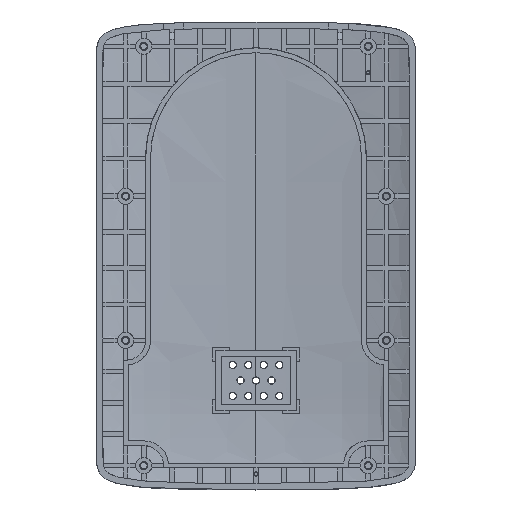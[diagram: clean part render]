
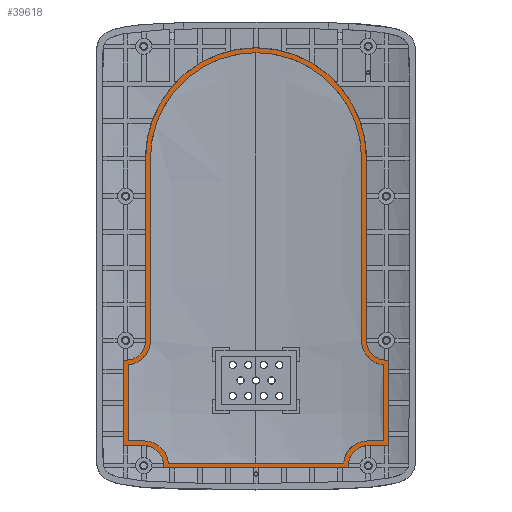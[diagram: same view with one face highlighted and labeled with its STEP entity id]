
A CAD part, top view. The second image highlights one B-rep face of the part: STEP entity #39618.
In plain terms, the highlighted planar face has unit normal (0, 0, 1).
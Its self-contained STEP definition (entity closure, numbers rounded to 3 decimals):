
#3631=DIRECTION('',(0.,-1.,0.));
#3632=VECTOR('',#3631,34.1);
#3633=CARTESIAN_POINT('',(19.775,6.3,-10.736));
#3634=LINE('',#3633,#3632);
#3635=CARTESIAN_POINT('',(0.,6.3,-10.736));
#3636=DIRECTION('',(0.,0.,-1.));
#3637=DIRECTION('',(-1.,0.,0.));
#3638=AXIS2_PLACEMENT_3D('',#3635,#3636,#3637);
#3640=DIRECTION('',(0.,1.,0.));
#3641=VECTOR('',#3640,34.1);
#3642=CARTESIAN_POINT('',(-19.775,-27.8,-10.736));
#3643=LINE('',#3642,#3641);
#3644=CARTESIAN_POINT('',(-24.4,-27.8,-10.736));
#3645=DIRECTION('',(0.,0.,1.));
#3646=DIRECTION('',(0.103,-0.995,0.));
#3647=AXIS2_PLACEMENT_3D('',#3644,#3645,#3646);
#3649=DIRECTION('',(0.,1.,0.));
#3650=VECTOR('',#3649,14.224);
#3651=CARTESIAN_POINT('',(-23.925,-46.625,-10.736));
#3652=LINE('',#3651,#3650);
#3653=DIRECTION('',(-1.,0.,0.));
#3654=VECTOR('',#3653,2.925);
#3655=CARTESIAN_POINT('',(-21.,-46.625,-10.736));
#3656=LINE('',#3655,#3654);
#3657=CARTESIAN_POINT('',(-21.,-51.25,-10.736));
#3658=DIRECTION('',(0.,0.,1.));
#3659=DIRECTION('',(0.995,0.103,0.));
#3660=AXIS2_PLACEMENT_3D('',#3657,#3658,#3659);
#3662=DIRECTION('',(-1.,0.,0.));
#3663=VECTOR('',#3662,32.799);
#3664=CARTESIAN_POINT('',(16.399,-50.775,-10.736));
#3665=LINE('',#3664,#3663);
#3666=CARTESIAN_POINT('',(21.,-51.25,-10.736));
#3667=DIRECTION('',(0.,0.,1.));
#3668=DIRECTION('',(0.,1.,0.));
#3669=AXIS2_PLACEMENT_3D('',#3666,#3667,#3668);
#3671=DIRECTION('',(-1.,0.,0.));
#3672=VECTOR('',#3671,2.925);
#3673=CARTESIAN_POINT('',(23.925,-46.625,-10.736));
#3674=LINE('',#3673,#3672);
#3675=DIRECTION('',(0.,-1.,0.));
#3676=VECTOR('',#3675,14.224);
#3677=CARTESIAN_POINT('',(23.925,-32.401,-10.736));
#3678=LINE('',#3677,#3676);
#3679=CARTESIAN_POINT('',(24.4,-27.8,-10.736));
#3680=DIRECTION('',(0.,0.,1.));
#3681=DIRECTION('',(-1.,0.,0.));
#3682=AXIS2_PLACEMENT_3D('',#3679,#3680,#3681);
#3684=DIRECTION('',(0.,-1.,0.));
#3685=VECTOR('',#3684,34.1);
#3686=CARTESIAN_POINT('',(-20.675,6.3,-10.736));
#3687=LINE('',#3686,#3685);
#3688=CARTESIAN_POINT('',(0.,6.3,-10.736));
#3689=DIRECTION('',(0.,0.,1.));
#3690=DIRECTION('',(1.,0.,0.));
#3691=AXIS2_PLACEMENT_3D('',#3688,#3689,#3690);
#3693=DIRECTION('',(0.,1.,0.));
#3694=VECTOR('',#3693,34.1);
#3695=CARTESIAN_POINT('',(20.675,-27.8,-10.736));
#3696=LINE('',#3695,#3694);
#3697=CARTESIAN_POINT('',(24.4,-27.8,-10.736));
#3698=DIRECTION('',(0.,0.,-1.));
#3699=DIRECTION('',(0.114,-0.993,0.));
#3700=AXIS2_PLACEMENT_3D('',#3697,#3698,#3699);
#3702=DIRECTION('',(0.,1.,0.));
#3703=VECTOR('',#3702,16.024);
#3704=CARTESIAN_POINT('',(24.825,-47.525,-10.736));
#3705=LINE('',#3704,#3703);
#3706=DIRECTION('',(1.,0.,0.));
#3707=VECTOR('',#3706,3.825);
#3708=CARTESIAN_POINT('',(21.,-47.525,-10.736));
#3709=LINE('',#3708,#3707);
#3710=CARTESIAN_POINT('',(21.,-51.25,-10.736));
#3711=DIRECTION('',(0.,0.,-1.));
#3712=DIRECTION('',(-0.993,-0.114,0.));
#3713=AXIS2_PLACEMENT_3D('',#3710,#3711,#3712);
#3715=DIRECTION('',(1.,0.,0.));
#3716=VECTOR('',#3715,34.599);
#3717=CARTESIAN_POINT('',(-17.299,-51.675,-10.736));
#3718=LINE('',#3717,#3716);
#3719=CARTESIAN_POINT('',(-21.,-51.25,-10.736));
#3720=DIRECTION('',(0.,0.,-1.));
#3721=DIRECTION('',(0.,1.,0.));
#3722=AXIS2_PLACEMENT_3D('',#3719,#3720,#3721);
#3724=DIRECTION('',(1.,0.,0.));
#3725=VECTOR('',#3724,3.825);
#3726=CARTESIAN_POINT('',(-24.825,-47.525,-10.736));
#3727=LINE('',#3726,#3725);
#3728=DIRECTION('',(0.,-1.,0.));
#3729=VECTOR('',#3728,16.024);
#3730=CARTESIAN_POINT('',(-24.825,-31.501,-10.736));
#3731=LINE('',#3730,#3729);
#3732=CARTESIAN_POINT('',(-24.4,-27.8,-10.736));
#3733=DIRECTION('',(0.,0.,-1.));
#3734=DIRECTION('',(1.,0.,0.));
#3735=AXIS2_PLACEMENT_3D('',#3732,#3733,#3734);
#10002=CARTESIAN_POINT('',(-17.299,-51.675,-10.736));
#10003=CARTESIAN_POINT('',(17.299,-51.675,-10.736));
#10004=VERTEX_POINT('',#10002);
#10005=VERTEX_POINT('',#10003);
#10006=CARTESIAN_POINT('',(21.,-47.525,-10.736));
#10007=VERTEX_POINT('',#10006);
#10008=CARTESIAN_POINT('',(24.825,-47.525,-10.736));
#10009=VERTEX_POINT('',#10008);
#10010=CARTESIAN_POINT('',(24.825,-31.501,-10.736));
#10011=VERTEX_POINT('',#10010);
#10012=CARTESIAN_POINT('',(20.675,-27.8,-10.736));
#10013=VERTEX_POINT('',#10012);
#10014=CARTESIAN_POINT('',(-20.675,-27.8,-10.736));
#10015=CARTESIAN_POINT('',(-24.825,-31.501,-10.736));
#10016=VERTEX_POINT('',#10014);
#10017=VERTEX_POINT('',#10015);
#10018=CARTESIAN_POINT('',(-24.825,-47.525,-10.736));
#10019=VERTEX_POINT('',#10018);
#10020=CARTESIAN_POINT('',(-21.,-47.525,-10.736));
#10021=VERTEX_POINT('',#10020);
#10022=CARTESIAN_POINT('',(-16.399,-50.775,-10.736));
#10023=CARTESIAN_POINT('',(-21.,-46.625,-10.736));
#10024=VERTEX_POINT('',#10022);
#10025=VERTEX_POINT('',#10023);
#10026=CARTESIAN_POINT('',(-23.925,-46.625,-10.736));
#10027=VERTEX_POINT('',#10026);
#10028=CARTESIAN_POINT('',(-23.925,-32.401,-10.736));
#10029=VERTEX_POINT('',#10028);
#10030=CARTESIAN_POINT('',(-19.775,-27.8,-10.736));
#10031=VERTEX_POINT('',#10030);
#10032=CARTESIAN_POINT('',(19.775,-27.8,-10.736));
#10033=CARTESIAN_POINT('',(23.925,-32.401,-10.736));
#10034=VERTEX_POINT('',#10032);
#10035=VERTEX_POINT('',#10033);
#10036=CARTESIAN_POINT('',(23.925,-46.625,-10.736));
#10037=VERTEX_POINT('',#10036);
#10038=CARTESIAN_POINT('',(21.,-46.625,-10.736));
#10039=VERTEX_POINT('',#10038);
#10040=CARTESIAN_POINT('',(16.399,-50.775,-10.736));
#10041=VERTEX_POINT('',#10040);
#10358=CARTESIAN_POINT('',(-20.675,6.3,-10.736));
#10359=VERTEX_POINT('',#10358);
#10360=CARTESIAN_POINT('',(20.675,6.3,-10.736));
#10361=VERTEX_POINT('',#10360);
#10362=CARTESIAN_POINT('',(19.775,6.3,-10.736));
#10363=VERTEX_POINT('',#10362);
#10364=CARTESIAN_POINT('',(-19.775,6.3,-10.736));
#10365=VERTEX_POINT('',#10364);
#39565=CARTESIAN_POINT('',(0.,0.,-10.736));
#39566=DIRECTION('',(0.,0.,1.));
#39567=DIRECTION('',(1.,0.,0.));
#39568=AXIS2_PLACEMENT_3D('',#39565,#39566,#39567);
#39569=PLANE('',#39568);
#39571=ORIENTED_EDGE('',*,*,#39570,.F.);
#39573=ORIENTED_EDGE('',*,*,#39572,.F.);
#39575=ORIENTED_EDGE('',*,*,#39574,.F.);
#39577=ORIENTED_EDGE('',*,*,#39576,.F.);
#39579=ORIENTED_EDGE('',*,*,#39578,.F.);
#39581=ORIENTED_EDGE('',*,*,#39580,.F.);
#39583=ORIENTED_EDGE('',*,*,#39582,.F.);
#39585=ORIENTED_EDGE('',*,*,#39584,.F.);
#39587=ORIENTED_EDGE('',*,*,#39586,.F.);
#39589=ORIENTED_EDGE('',*,*,#39588,.F.);
#39591=ORIENTED_EDGE('',*,*,#39590,.F.);
#39593=ORIENTED_EDGE('',*,*,#39592,.F.);
#39594=EDGE_LOOP('',(#39571,#39573,#39575,#39577,#39579,#39581,#39583,#39585,
#39587,#39589,#39591,#39593));
#39595=FACE_OUTER_BOUND('',#39594,.F.);
#39597=ORIENTED_EDGE('',*,*,#39596,.F.);
#39599=ORIENTED_EDGE('',*,*,#39598,.F.);
#39601=ORIENTED_EDGE('',*,*,#39600,.F.);
#39603=ORIENTED_EDGE('',*,*,#39602,.F.);
#39605=ORIENTED_EDGE('',*,*,#39604,.F.);
#39607=ORIENTED_EDGE('',*,*,#39606,.F.);
#39608=ORIENTED_EDGE('',*,*,#26353,.F.);
#39609=ORIENTED_EDGE('',*,*,#26372,.F.);
#39611=ORIENTED_EDGE('',*,*,#39610,.F.);
#39613=ORIENTED_EDGE('',*,*,#39612,.F.);
#39614=ORIENTED_EDGE('',*,*,#39557,.F.);
#39615=ORIENTED_EDGE('',*,*,#39546,.F.);
#39616=EDGE_LOOP('',(#39597,#39599,#39601,#39603,#39605,#39607,#39608,#39609,
#39611,#39613,#39614,#39615));
#39617=FACE_BOUND('',#39616,.F.);
#39618=ADVANCED_FACE('',(#39595,#39617),#39569,.T.);
#3639=CIRCLE('',#3638,19.775);
#3648=CIRCLE('',#3647,4.625);
#3661=CIRCLE('',#3660,4.625);
#3670=CIRCLE('',#3669,4.625);
#3683=CIRCLE('',#3682,4.625);
#3692=CIRCLE('',#3691,20.675);
#3701=CIRCLE('',#3700,3.725);
#3714=CIRCLE('',#3713,3.725);
#3723=CIRCLE('',#3722,3.725);
#3736=CIRCLE('',#3735,3.725);
#26353=EDGE_CURVE('',#10024,#10025,#3661,.T.);
#26372=EDGE_CURVE('',#10041,#10024,#3665,.T.);
#39546=EDGE_CURVE('',#10034,#10035,#3683,.T.);
#39557=EDGE_CURVE('',#10035,#10037,#3678,.T.);
#39570=EDGE_CURVE('',#10359,#10016,#3687,.T.);
#39572=EDGE_CURVE('',#10361,#10359,#3692,.T.);
#39574=EDGE_CURVE('',#10013,#10361,#3696,.T.);
#39576=EDGE_CURVE('',#10011,#10013,#3701,.T.);
#39578=EDGE_CURVE('',#10009,#10011,#3705,.T.);
#39580=EDGE_CURVE('',#10007,#10009,#3709,.T.);
#39582=EDGE_CURVE('',#10005,#10007,#3714,.T.);
#39584=EDGE_CURVE('',#10004,#10005,#3718,.T.);
#39586=EDGE_CURVE('',#10021,#10004,#3723,.T.);
#39588=EDGE_CURVE('',#10019,#10021,#3727,.T.);
#39590=EDGE_CURVE('',#10017,#10019,#3731,.T.);
#39592=EDGE_CURVE('',#10016,#10017,#3736,.T.);
#39596=EDGE_CURVE('',#10363,#10034,#3634,.T.);
#39598=EDGE_CURVE('',#10365,#10363,#3639,.T.);
#39600=EDGE_CURVE('',#10031,#10365,#3643,.T.);
#39602=EDGE_CURVE('',#10029,#10031,#3648,.T.);
#39604=EDGE_CURVE('',#10027,#10029,#3652,.T.);
#39606=EDGE_CURVE('',#10025,#10027,#3656,.T.);
#39610=EDGE_CURVE('',#10039,#10041,#3670,.T.);
#39612=EDGE_CURVE('',#10037,#10039,#3674,.T.);
